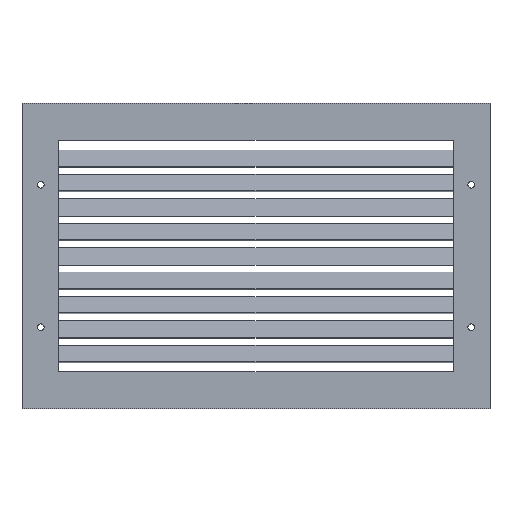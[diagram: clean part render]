
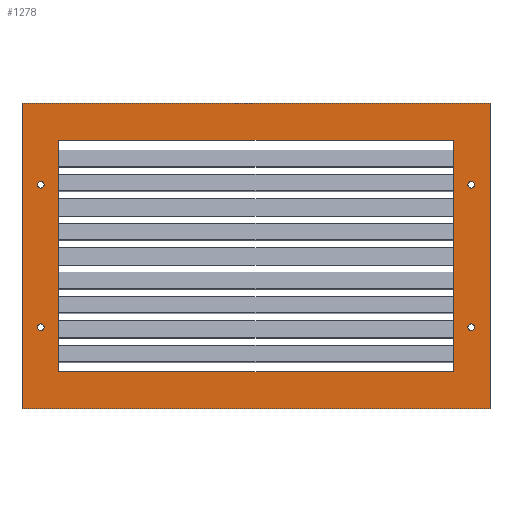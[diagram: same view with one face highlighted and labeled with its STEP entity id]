
A CAD part, top view. The second image highlights one B-rep face of the part: STEP entity #1278.
In plain terms, the highlighted planar face has unit normal (0, 0, 1).
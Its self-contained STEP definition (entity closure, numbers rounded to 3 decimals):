
#31 = LINE ( 'NONE', #1743, #548 ) ;
#32 = ORIENTED_EDGE ( 'NONE', *, *, #2336, .T. ) ;
#33 = CARTESIAN_POINT ( 'NONE',  ( -264.5, 87.5, 2. ) ) ;
#43 = CARTESIAN_POINT ( 'NONE',  ( -287.5, 187.5, 2. ) ) ;
#55 = DIRECTION ( 'NONE',  ( 0., 0., 1. ) ) ;
#101 = CARTESIAN_POINT ( 'NONE',  ( -260.3, 87.5, 2. ) ) ;
#134 = CARTESIAN_POINT ( 'NONE',  ( 260.3, 87.5, 2. ) ) ;
#195 = CARTESIAN_POINT ( 'NONE',  ( -260.3, -87.5, 2. ) ) ;
#213 = CARTESIAN_POINT ( 'NONE',  ( -264.5, -87.5, 2. ) ) ;
#226 = VERTEX_POINT ( 'NONE', #1199 ) ;
#227 = VERTEX_POINT ( 'NONE', #1927 ) ;
#235 = CARTESIAN_POINT ( 'NONE',  ( 287.5, 187.5, 2. ) ) ;
#240 = EDGE_LOOP ( 'NONE', ( #1971, #628 ) ) ;
#256 = ORIENTED_EDGE ( 'NONE', *, *, #1580, .T. ) ;
#265 = EDGE_CURVE ( 'NONE', #1979, #838, #463, .T. ) ;
#285 = VERTEX_POINT ( 'NONE', #101 ) ;
#299 = DIRECTION ( 'NONE',  ( 1., 0., 0. ) ) ;
#316 = DIRECTION ( 'NONE',  ( 1., 0., 0. ) ) ;
#318 = DIRECTION ( 'NONE',  ( -1., 0., 0. ) ) ;
#329 = DIRECTION ( 'NONE',  ( 1., 0., 0. ) ) ;
#334 = CARTESIAN_POINT ( 'NONE',  ( -268.7, -87.5, 2. ) ) ;
#347 = VERTEX_POINT ( 'NONE', #856 ) ;
#378 = VERTEX_POINT ( 'NONE', #334 ) ;
#382 = DIRECTION ( 'NONE',  ( 1., 0., 0. ) ) ;
#394 = CARTESIAN_POINT ( 'NONE',  ( 242.5, -142.5, 2. ) ) ;
#441 = EDGE_LOOP ( 'NONE', ( #983, #968, #1792, #492 ) ) ;
#463 = CIRCLE ( 'NONE', #759, 4.2 ) ;
#467 = AXIS2_PLACEMENT_3D ( 'NONE', #1121, #2014, #1455 ) ;
#487 = CARTESIAN_POINT ( 'NONE',  ( 264.5, 87.5, 2. ) ) ;
#492 = ORIENTED_EDGE ( 'NONE', *, *, #638, .F. ) ;
#498 = EDGE_CURVE ( 'NONE', #838, #1979, #1764, .T. ) ;
#535 = CARTESIAN_POINT ( 'NONE',  ( -287.5, -187.5, 2. ) ) ;
#548 = VECTOR ( 'NONE', #839, 1000. ) ;
#572 = AXIS2_PLACEMENT_3D ( 'NONE', #33, #764, #1122 ) ;
#578 = ORIENTED_EDGE ( 'NONE', *, *, #2079, .F. ) ;
#583 = EDGE_CURVE ( 'NONE', #2341, #1514, #1019, .T. ) ;
#616 = DIRECTION ( 'NONE',  ( 1., 0., 0. ) ) ;
#619 = EDGE_CURVE ( 'NONE', #857, #784, #2050, .T. ) ;
#625 = EDGE_LOOP ( 'NONE', ( #1857, #886 ) ) ;
#628 = ORIENTED_EDGE ( 'NONE', *, *, #583, .F. ) ;
#638 = EDGE_CURVE ( 'NONE', #1741, #227, #1336, .T. ) ;
#642 = EDGE_LOOP ( 'NONE', ( #2178, #2109 ) ) ;
#678 = ORIENTED_EDGE ( 'NONE', *, *, #1377, .T. ) ;
#681 = CARTESIAN_POINT ( 'NONE',  ( 264.5, -87.5, 2. ) ) ;
#759 = AXIS2_PLACEMENT_3D ( 'NONE', #487, #1355, #991 ) ;
#764 = DIRECTION ( 'NONE',  ( 0., 0., 1. ) ) ;
#779 = CARTESIAN_POINT ( 'NONE',  ( 264.5, -87.5, 2. ) ) ;
#784 = VERTEX_POINT ( 'NONE', #942 ) ;
#794 = VECTOR ( 'NONE', #316, 1000. ) ;
#832 = EDGE_CURVE ( 'NONE', #285, #1959, #2344, .T. ) ;
#837 = CARTESIAN_POINT ( 'NONE',  ( -264.5, 87.5, 2. ) ) ;
#838 = VERTEX_POINT ( 'NONE', #134 ) ;
#839 = DIRECTION ( 'NONE',  ( 0., -1., 0. ) ) ;
#856 = CARTESIAN_POINT ( 'NONE',  ( -242.5, -142.5, 2. ) ) ;
#857 = VERTEX_POINT ( 'NONE', #2334 ) ;
#876 = DIRECTION ( 'NONE',  ( 1., 0., 0. ) ) ;
#886 = ORIENTED_EDGE ( 'NONE', *, *, #498, .F. ) ;
#908 = VECTOR ( 'NONE', #1874, 1000. ) ;
#909 = VECTOR ( 'NONE', #318, 1000. ) ;
#918 = AXIS2_PLACEMENT_3D ( 'NONE', #1238, #2138, #329 ) ;
#938 = EDGE_CURVE ( 'NONE', #1737, #347, #31, .T. ) ;
#942 = CARTESIAN_POINT ( 'NONE',  ( -287.5, -187.5, 2. ) ) ;
#954 = DIRECTION ( 'NONE',  ( 1., 0., 0. ) ) ;
#958 = DIRECTION ( 'NONE',  ( 0., 1., 0. ) ) ;
#968 = ORIENTED_EDGE ( 'NONE', *, *, #938, .F. ) ;
#973 = VECTOR ( 'NONE', #1062, 1000. ) ;
#983 = ORIENTED_EDGE ( 'NONE', *, *, #1599, .F. ) ;
#990 = FACE_BOUND ( 'NONE', #240, .T. ) ;
#991 = DIRECTION ( 'NONE',  ( 1., 0., 0. ) ) ;
#1012 = VECTOR ( 'NONE', #958, 1000. ) ;
#1019 = CIRCLE ( 'NONE', #1607, 4.2 ) ;
#1025 = DIRECTION ( 'NONE',  ( 0., 0., 1. ) ) ;
#1030 = EDGE_CURVE ( 'NONE', #227, #1737, #1215, .T. ) ;
#1040 = CARTESIAN_POINT ( 'NONE',  ( -287.5, 187.5, 2. ) ) ;
#1062 = DIRECTION ( 'NONE',  ( 0., 1., 0. ) ) ;
#1090 = EDGE_CURVE ( 'NONE', #1514, #2341, #1935, .T. ) ;
#1092 = CARTESIAN_POINT ( 'NONE',  ( -242.5, 142.5, 2. ) ) ;
#1121 = CARTESIAN_POINT ( 'NONE',  ( 264.5, 87.5, 2. ) ) ;
#1122 = DIRECTION ( 'NONE',  ( 1., 0., 0. ) ) ;
#1160 = ORIENTED_EDGE ( 'NONE', *, *, #1810, .F. ) ;
#1188 = LINE ( 'NONE', #1518, #1012 ) ;
#1199 = CARTESIAN_POINT ( 'NONE',  ( 287.5, -187.5, 2. ) ) ;
#1211 = VECTOR ( 'NONE', #876, 1000. ) ;
#1215 = LINE ( 'NONE', #1779, #909 ) ;
#1238 = CARTESIAN_POINT ( 'NONE',  ( -264.5, -87.5, 2. ) ) ;
#1242 = CIRCLE ( 'NONE', #572, 4.2 ) ;
#1256 = EDGE_LOOP ( 'NONE', ( #678, #32, #1262, #256 ) ) ;
#1262 = ORIENTED_EDGE ( 'NONE', *, *, #619, .T. ) ;
#1278 = ADVANCED_FACE ( 'NONE', ( #1359, #990, #2022, #1528, #1473, #1898 ), #1838, .T. ) ;
#1303 = DIRECTION ( 'NONE',  ( 0., 0., 1. ) ) ;
#1319 = VERTEX_POINT ( 'NONE', #195 ) ;
#1336 = LINE ( 'NONE', #2320, #973 ) ;
#1355 = DIRECTION ( 'NONE',  ( 0., 0., 1. ) ) ;
#1356 = LINE ( 'NONE', #2313, #794 ) ;
#1358 = EDGE_CURVE ( 'NONE', #1959, #285, #1242, .T. ) ;
#1359 = FACE_BOUND ( 'NONE', #625, .T. ) ;
#1361 = CARTESIAN_POINT ( 'NONE',  ( 268.7, -87.5, 2. ) ) ;
#1377 = EDGE_CURVE ( 'NONE', #226, #1915, #1188, .T. ) ;
#1408 = DIRECTION ( 'NONE',  ( 0., -1., 0. ) ) ;
#1455 = DIRECTION ( 'NONE',  ( 1., 0., 0. ) ) ;
#1473 = FACE_OUTER_BOUND ( 'NONE', #1256, .T. ) ;
#1489 = CARTESIAN_POINT ( 'NONE',  ( 0., 0., 2. ) ) ;
#1514 = VERTEX_POINT ( 'NONE', #1361 ) ;
#1518 = CARTESIAN_POINT ( 'NONE',  ( 287.5, 187.5, 2. ) ) ;
#1528 = FACE_BOUND ( 'NONE', #642, .T. ) ;
#1580 = EDGE_CURVE ( 'NONE', #784, #226, #1818, .T. ) ;
#1599 = EDGE_CURVE ( 'NONE', #347, #1741, #1356, .T. ) ;
#1607 = AXIS2_PLACEMENT_3D ( 'NONE', #779, #55, #954 ) ;
#1714 = VECTOR ( 'NONE', #1408, 1000. ) ;
#1737 = VERTEX_POINT ( 'NONE', #1092 ) ;
#1741 = VERTEX_POINT ( 'NONE', #394 ) ;
#1743 = CARTESIAN_POINT ( 'NONE',  ( -242.5, 142.5, 2. ) ) ;
#1753 = CIRCLE ( 'NONE', #1891, 4.2 ) ;
#1764 = CIRCLE ( 'NONE', #467, 4.2 ) ;
#1779 = CARTESIAN_POINT ( 'NONE',  ( 242.5, 142.5, 2. ) ) ;
#1792 = ORIENTED_EDGE ( 'NONE', *, *, #1030, .F. ) ;
#1810 = EDGE_CURVE ( 'NONE', #1319, #378, #1753, .T. ) ;
#1818 = LINE ( 'NONE', #535, #1211 ) ;
#1838 = PLANE ( 'NONE',  #1899 ) ;
#1857 = ORIENTED_EDGE ( 'NONE', *, *, #265, .F. ) ;
#1869 = CARTESIAN_POINT ( 'NONE',  ( -268.7, 87.5, 2. ) ) ;
#1874 = DIRECTION ( 'NONE',  ( -1., 0., 0. ) ) ;
#1889 = DIRECTION ( 'NONE',  ( 0., 0., 1. ) ) ;
#1891 = AXIS2_PLACEMENT_3D ( 'NONE', #213, #1889, #616 ) ;
#1898 = FACE_BOUND ( 'NONE', #441, .T. ) ;
#1899 = AXIS2_PLACEMENT_3D ( 'NONE', #1489, #1303, #2012 ) ;
#1915 = VERTEX_POINT ( 'NONE', #235 ) ;
#1916 = DIRECTION ( 'NONE',  ( 0., 0., 1. ) ) ;
#1927 = CARTESIAN_POINT ( 'NONE',  ( 242.5, 142.5, 2. ) ) ;
#1934 = AXIS2_PLACEMENT_3D ( 'NONE', #681, #1025, #299 ) ;
#1935 = CIRCLE ( 'NONE', #1934, 4.2 ) ;
#1959 = VERTEX_POINT ( 'NONE', #1869 ) ;
#1971 = ORIENTED_EDGE ( 'NONE', *, *, #1090, .F. ) ;
#1979 = VERTEX_POINT ( 'NONE', #2117 ) ;
#2012 = DIRECTION ( 'NONE',  ( 1., 0., 0. ) ) ;
#2014 = DIRECTION ( 'NONE',  ( 0., 0., 1. ) ) ;
#2022 = FACE_BOUND ( 'NONE', #2049, .T. ) ;
#2035 = CIRCLE ( 'NONE', #918, 4.2 ) ;
#2049 = EDGE_LOOP ( 'NONE', ( #1160, #578 ) ) ;
#2050 = LINE ( 'NONE', #1040, #1714 ) ;
#2061 = CARTESIAN_POINT ( 'NONE',  ( 260.3, -87.5, 2. ) ) ;
#2079 = EDGE_CURVE ( 'NONE', #378, #1319, #2035, .T. ) ;
#2109 = ORIENTED_EDGE ( 'NONE', *, *, #1358, .F. ) ;
#2117 = CARTESIAN_POINT ( 'NONE',  ( 268.7, 87.5, 2. ) ) ;
#2138 = DIRECTION ( 'NONE',  ( 0., 0., 1. ) ) ;
#2178 = ORIENTED_EDGE ( 'NONE', *, *, #832, .F. ) ;
#2279 = LINE ( 'NONE', #43, #908 ) ;
#2313 = CARTESIAN_POINT ( 'NONE',  ( -242.5, -142.5, 2. ) ) ;
#2320 = CARTESIAN_POINT ( 'NONE',  ( 242.5, -142.5, 2. ) ) ;
#2328 = AXIS2_PLACEMENT_3D ( 'NONE', #837, #1916, #382 ) ;
#2334 = CARTESIAN_POINT ( 'NONE',  ( -287.5, 187.5, 2. ) ) ;
#2336 = EDGE_CURVE ( 'NONE', #1915, #857, #2279, .T. ) ;
#2341 = VERTEX_POINT ( 'NONE', #2061 ) ;
#2344 = CIRCLE ( 'NONE', #2328, 4.2 ) ;
